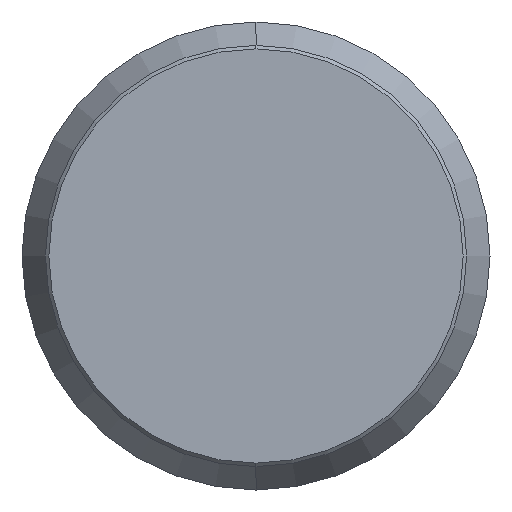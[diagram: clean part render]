
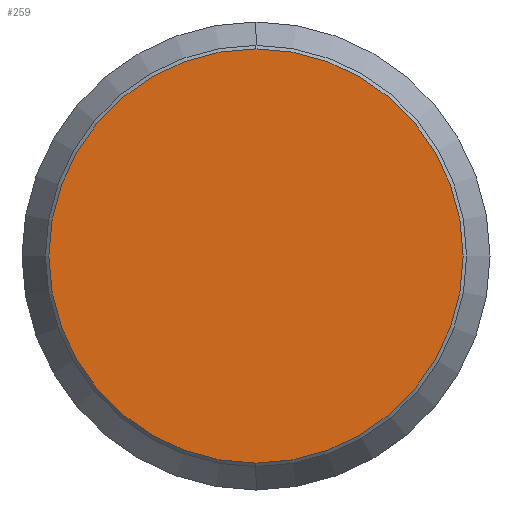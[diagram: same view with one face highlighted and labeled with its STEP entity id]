
A CAD part, left-side view. The second image highlights one B-rep face of the part: STEP entity #259.
In plain terms, the highlighted planar face has unit normal (-1, 0, 0).
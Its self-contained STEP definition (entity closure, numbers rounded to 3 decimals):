
#80 = AXIS2_PLACEMENT_3D ( 'NONE', #460, #469, #260 ) ;
#119 = CARTESIAN_POINT ( 'NONE',  ( 0., 0., -17.7 ) ) ;
#122 = ORIENTED_EDGE ( 'NONE', *, *, #430, .T. ) ;
#133 = DIRECTION ( 'NONE',  ( -1., 0., 0. ) ) ;
#147 = CIRCLE ( 'NONE', #80, 17.7 ) ;
#238 = EDGE_CURVE ( 'NONE', #548, #273, #383, .T. ) ;
#259 = ADVANCED_FACE ( 'NONE', ( #411 ), #331, .F. ) ;
#260 = DIRECTION ( 'NONE',  ( 0., 0., 1. ) ) ;
#273 = VERTEX_POINT ( 'NONE', #380 ) ;
#278 = DIRECTION ( 'NONE',  ( 0., 0., 1. ) ) ;
#309 = AXIS2_PLACEMENT_3D ( 'NONE', #643, #133, #278 ) ;
#313 = AXIS2_PLACEMENT_3D ( 'NONE', #591, #491, #437 ) ;
#331 = PLANE ( 'NONE',  #313 ) ;
#332 = EDGE_LOOP ( 'NONE', ( #389, #122 ) ) ;
#380 = CARTESIAN_POINT ( 'NONE',  ( 0., 0., 17.7 ) ) ;
#383 = CIRCLE ( 'NONE', #309, 17.7 ) ;
#389 = ORIENTED_EDGE ( 'NONE', *, *, #238, .T. ) ;
#411 = FACE_OUTER_BOUND ( 'NONE', #332, .T. ) ;
#430 = EDGE_CURVE ( 'NONE', #273, #548, #147, .T. ) ;
#437 = DIRECTION ( 'NONE',  ( 0., 0., -1. ) ) ;
#460 = CARTESIAN_POINT ( 'NONE',  ( 0., 0., 0. ) ) ;
#469 = DIRECTION ( 'NONE',  ( -1., 0., 0. ) ) ;
#491 = DIRECTION ( 'NONE',  ( 1., 0., 0. ) ) ;
#548 = VERTEX_POINT ( 'NONE', #119 ) ;
#591 = CARTESIAN_POINT ( 'NONE',  ( 0., 0., 0. ) ) ;
#643 = CARTESIAN_POINT ( 'NONE',  ( 0., 0., 0. ) ) ;
